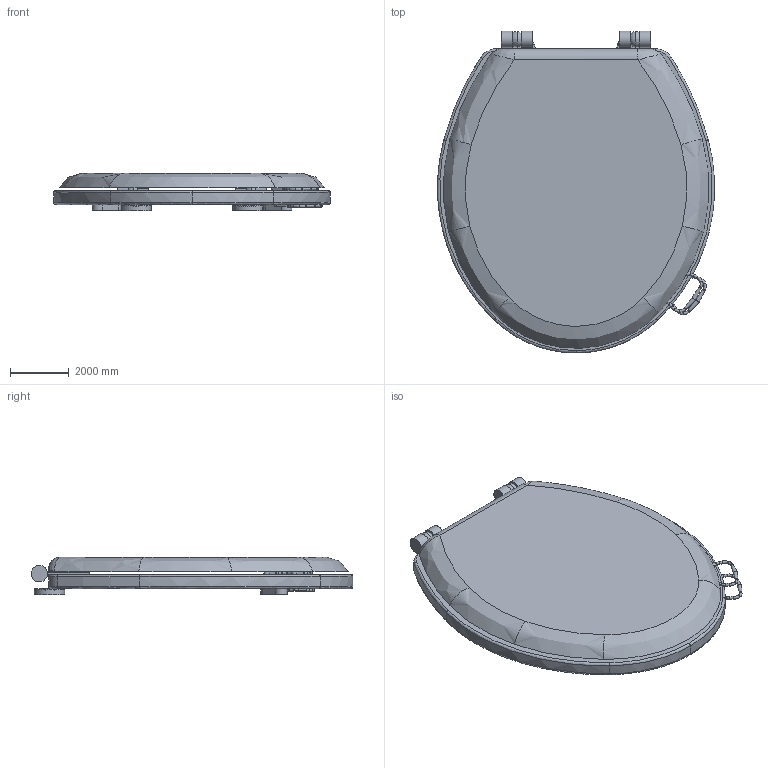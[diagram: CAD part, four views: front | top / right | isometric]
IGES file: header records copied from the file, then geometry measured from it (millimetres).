
Global section: file name: 2862; native system: AutoCAD 2016 - English; preprocessor: Autodesk Translation Framework DWG producer (atf_dwg_producer); organization: unknown; date: 20161027.161323; units: inch
Bounding box: 9385.83 x 10918.24 x 1270 mm (x, y, z)
Volume: 60433050977.8 mm3; surface area: 303543352.6 mm2
Topology: 12 solids, 12 shells, 241 faces, 605 edges, 404 vertices
Faces by surface type: bspline 241
